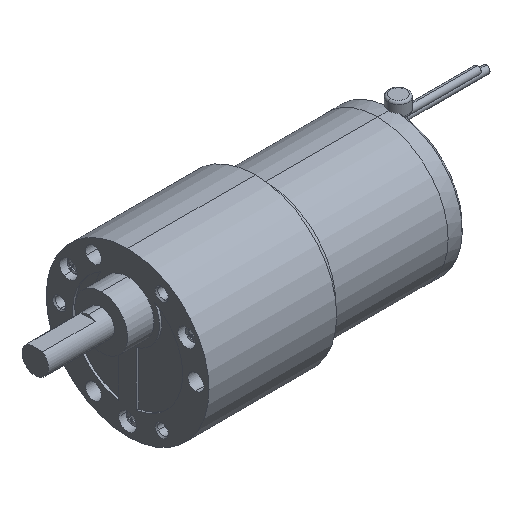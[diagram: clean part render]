
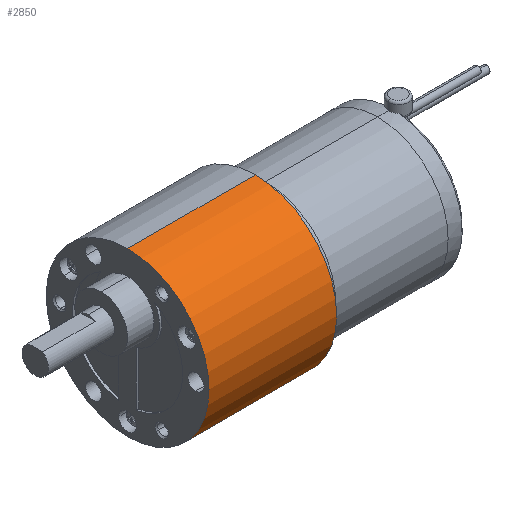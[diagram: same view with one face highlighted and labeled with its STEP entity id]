
A CAD part, isometric view. The second image highlights one B-rep face of the part: STEP entity #2850.
In plain terms, the highlighted cylindrical face has radius 18.5 mm (diameter 37 mm), a partial arc.
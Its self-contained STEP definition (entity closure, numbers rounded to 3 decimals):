
#2748=CARTESIAN_POINT('POINT7311',(0.,0.,
   -25.5));
#2749=VERTEX_POINT('VERTEX7311',#2748);
#2750=CARTESIAN_POINT('POINT7312',(0.,
   0.,11.5));
#2751=VERTEX_POINT('VERTEX7312',#2750);
#2752=CARTESIAN_POINT('POS10552',(0.,0.,-7.));
#2753=DIRECTION('DIR16540',(-1.,0.,0.));
#2754=DIRECTION('DIR16541',(0.,0.,-1.));
#2755=AXIS2_PLACEMENT_3D('AXIS5989',#2752,#2753,#2754);
#2756=CIRCLE('ELLIPSE2885',#2755,18.5);
#2757=EDGE_CURVE('EDGE11725',#2749,#2751,#2756,.T.);
#2819=CARTESIAN_POINT('POINT7313',(29.,0.,-25.5));
#2820=VERTEX_POINT('VERTEX7313',#2819);
#2821=CARTESIAN_POINT('POS10554',(0.25,
   0.,-25.5));
#2822=DIRECTION('DIR16544',(1.,0.,0.));
#2823=VECTOR('VEC4564',#2822,1.);
#2824=LINE('STRAIGHT4564',#2821,#2823);
#2825=EDGE_CURVE('EDGE11727',#2749,#2820,#2824,.T.);
#2826=ORIENTED_EDGE('COEDGE23459',*,*,#2825,.T.);
#2827=CARTESIAN_POINT('POINT7314',(29.,0.,
   11.5));
#2828=VERTEX_POINT('VERTEX7314',#2827);
#2829=CARTESIAN_POINT('POS10555',(29.,0.,-7.));
#2830=DIRECTION('DIR16545',(1.,0.,0.));
#2831=DIRECTION('DIR16546',(0.,0.,-1.));
#2832=AXIS2_PLACEMENT_3D('AXIS5991',#2829,#2830,#2831);
#2833=CIRCLE('ELLIPSE2886',#2832,18.5);
#2834=EDGE_CURVE('EDGE11728',#2828,#2820,#2833,.T.);
#2835=ORIENTED_EDGE('COEDGE23460',*,*,#2834,.F.);
#2836=CARTESIAN_POINT('POS10556',(0.25,
   0.,11.5));
#2837=DIRECTION('DIR16547',(-1.,0.,0.));
#2838=VECTOR('VEC4565',#2837,1.);
#2839=LINE('STRAIGHT4565',#2836,#2838);
#2840=EDGE_CURVE('EDGE11729',#2828,#2751,#2839,.T.);
#2841=ORIENTED_EDGE('COEDGE23461',*,*,#2840,.T.);
#2842=ORIENTED_EDGE('COEDGE23462',*,*,#2757,.F.);
#2843=EDGE_LOOP('NONE',(#2826,#2835,#2841,#2842));
#2844=FACE_BOUND('LOOP1',#2843,.T.);
#2845=CARTESIAN_POINT('POS10557',(0.25,0.,-7.));
#2846=DIRECTION('DIR16548',(1.,0.,0.));
#2847=DIRECTION('DIR16549',(0.,0.,-1.));
#2848=AXIS2_PLACEMENT_3D('AXIS5992',#2845,#2846,#2847);
#2849=CYLINDRICAL_SURFACE('CONE_SURF1248',#2848,18.5);
#2850=ADVANCED_FACE('FACE5305',(#2844),#2849,.T.);
